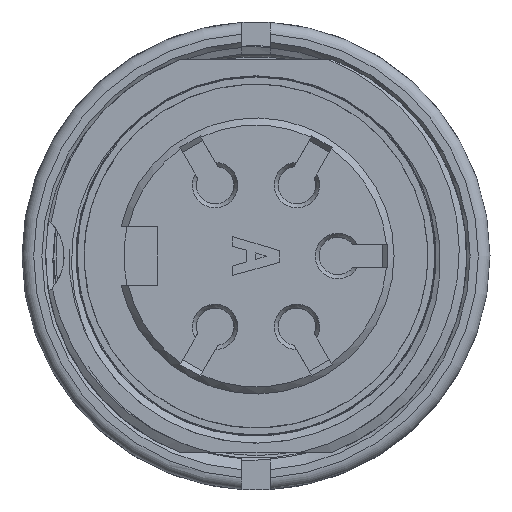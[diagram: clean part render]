
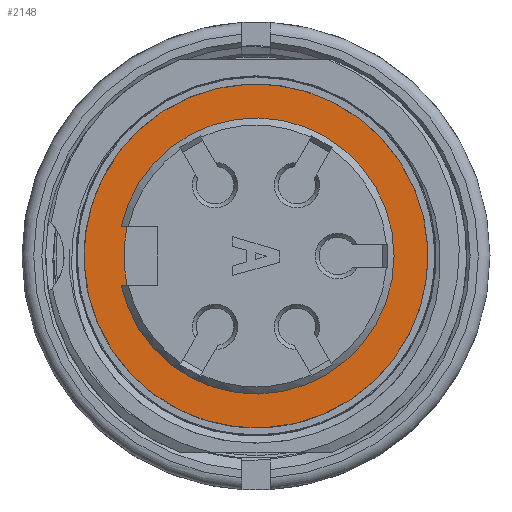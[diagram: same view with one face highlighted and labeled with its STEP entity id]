
A CAD part, front view. The second image highlights one B-rep face of the part: STEP entity #2148.
In plain terms, the highlighted planar face has unit normal (0, -1, 0).
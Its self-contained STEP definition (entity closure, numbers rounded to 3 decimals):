
#2148=ADVANCED_FACE('',(#2561,#2562),#2416,.T.);
#2416=PLANE('',#8002);
#2561=FACE_BOUND('',#2892,.T.);
#2562=FACE_BOUND('',#2893,.T.);
#2892=EDGE_LOOP('',(#4352,#4353,#4354,#4355));
#2893=EDGE_LOOP('',(#4356));
#3134=CIRCLE('',#7995,5.9);
#3135=CIRCLE('',#7998,5.65);
#3136=CIRCLE('',#8001,7.35);
#4352=ORIENTED_EDGE('',*,*,#6359,.F.);
#4353=ORIENTED_EDGE('',*,*,#6358,.T.);
#4354=ORIENTED_EDGE('',*,*,#6356,.F.);
#4355=ORIENTED_EDGE('',*,*,#6352,.T.);
#4356=ORIENTED_EDGE('',*,*,#6360,.T.);
#5516=VERTEX_POINT('',#11465);
#5517=VERTEX_POINT('',#11466);
#5518=VERTEX_POINT('',#11471);
#5519=VERTEX_POINT('',#11475);
#5520=VERTEX_POINT('',#11481);
#6352=EDGE_CURVE('',#5516,#5517,#3134,.T.);
#6356=EDGE_CURVE('',#5516,#5518,#7099,.T.);
#6358=EDGE_CURVE('',#5519,#5518,#3135,.T.);
#6359=EDGE_CURVE('',#5519,#5517,#7101,.T.);
#6360=EDGE_CURVE('',#5520,#5520,#3136,.T.);
#7099=LINE('',#11472,#7569);
#7101=LINE('',#11478,#7571);
#7569=VECTOR('',#9156,1.);
#7571=VECTOR('',#9164,1.);
#7995=AXIS2_PLACEMENT_3D('',#11464,#9149,#9150);
#7998=AXIS2_PLACEMENT_3D('',#11476,#9160,#9161);
#8001=AXIS2_PLACEMENT_3D('',#11480,#9167,#9168);
#8002=AXIS2_PLACEMENT_3D('',#11482,#9169,#9170);
#9149=DIRECTION('',(0.,1.,0.));
#9150=DIRECTION('',(0.,0.,-1.));
#9156=DIRECTION('',(1.,0.,0.));
#9160=DIRECTION('',(0.,1.,0.));
#9161=DIRECTION('',(0.547,0.,-0.837));
#9164=DIRECTION('',(-1.,0.,0.));
#9167=DIRECTION('',(0.,-1.,0.));
#9168=DIRECTION('',(0.547,0.,-0.837));
#9169=DIRECTION('',(0.,-1.,0.));
#9170=DIRECTION('',(0.837,0.,0.547));
#11464=CARTESIAN_POINT('',(0.596,-17.58,0.));
#11465=CARTESIAN_POINT('',(-5.17,-17.58,1.25));
#11466=CARTESIAN_POINT('',(-5.17,-17.58,-1.25));
#11471=CARTESIAN_POINT('',(-4.914,-17.58,1.25));
#11472=CARTESIAN_POINT('',(0.596,-17.58,1.25));
#11475=CARTESIAN_POINT('',(-4.914,-17.58,-1.25));
#11476=CARTESIAN_POINT('',(0.596,-17.58,0.));
#11478=CARTESIAN_POINT('',(0.596,-17.58,-1.25));
#11480=CARTESIAN_POINT('',(0.596,-17.58,0.));
#11481=CARTESIAN_POINT('',(4.616,-17.58,-6.153));
#11482=CARTESIAN_POINT('',(0.596,-17.58,0.));
